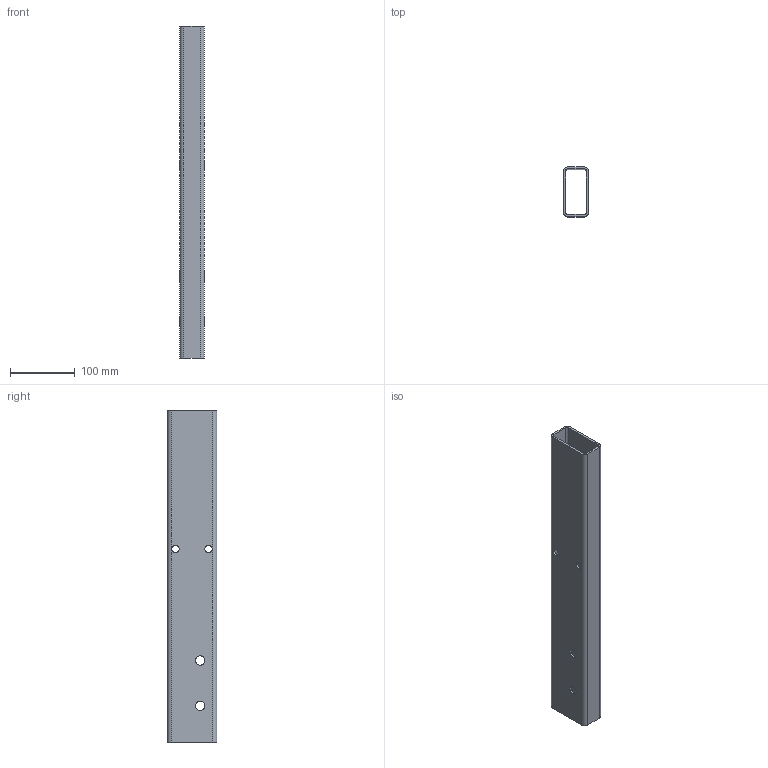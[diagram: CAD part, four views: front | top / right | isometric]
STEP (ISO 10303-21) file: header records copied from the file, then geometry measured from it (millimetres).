
FILE_DESCRIPTION(('OCCT'),'2;1');
FILE_NAME('RIM0151-WTT10073-035.STEP','2025-10-23T09:26:19',('Unspecified'),('Unspecified'),'OCCT','Unspecified','');
FILE_SCHEMA(('AP242_MANAGED_MODEL_BASED_3D_ENGINEERING_MIM_LF { 1 0 10303 442 1 1 4 }'));
Length unit declared in the file: millimetre
Products named in the file (1): RIM0151-WTT10073-035
Bounding box: 38.1 x 76.2 x 511.05 mm (x, y, z)
Volume: 320761.5 mm3; surface area: 213414.5 mm2
Topology: 1 solids, 1 shells, 26 faces, 76 edges, 52 vertices
Faces by surface type: cylinder 16, plane 10
Full cylindrical faces by diameter (mm): 11.125 x4, 14.275 x4
Entity records: 915 total; most frequent: CARTESIAN_POINT 159, ORIENTED_EDGE 152, DIRECTION 150, EDGE_CURVE 76, AXIS2_PLACEMENT_3D 59, VERTEX_POINT 52, FACE_BOUND 44, EDGE_LOOP 44
